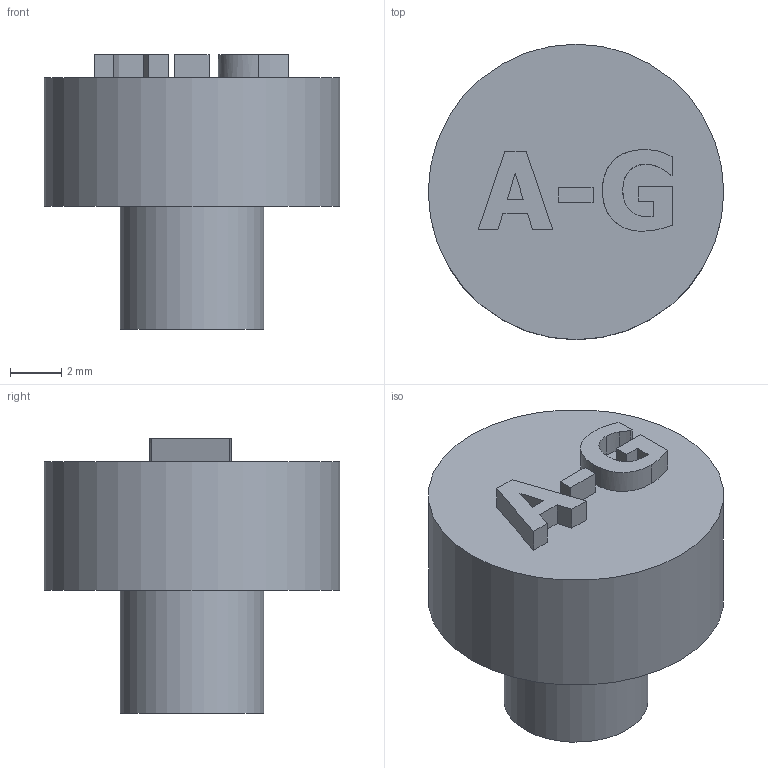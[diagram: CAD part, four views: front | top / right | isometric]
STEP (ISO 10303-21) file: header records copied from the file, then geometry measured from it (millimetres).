
FILE_DESCRIPTION(/* description */ (''),/* implementation_level */ '2;1');
FILE_NAME(/* name */ 'Inventor Designs And STL''s\IPC A-G key.stp',/* time_stamp */ '2022-01-09T00:53:52-05:00',/* author */ ('solor'),/* organization */ (''),/* preprocessor_version */ 'ST-DEVELOPER v18.1',/* originating_system */ 'Autodesk Inventor 2022',/* authorisation */ '');
FILE_SCHEMA (('AUTOMOTIVE_DESIGN { 1 0 10303 214 3 1 1 }'));
Length unit declared in the file: millimetre
Products named in the file (1): IPC A-G key
Bounding box: 11.5 x 11.5 x 10.7 mm (x, y, z)
Volume: 603.5 mm3; surface area: 582 mm2
Topology: 1 solids, 1 shells, 54 faces, 138 edges, 92 vertices
Faces by surface type: plane 42, bspline 10, cylinder 2
Full cylindrical faces by diameter (mm): 5.6 x1, 11.5 x1
Entity records: 1718 total; most frequent: CARTESIAN_POINT 416, ORIENTED_EDGE 276, DIRECTION 212, EDGE_CURVE 138, LINE 114, VECTOR 114, VERTEX_POINT 92, EDGE_LOOP 60
